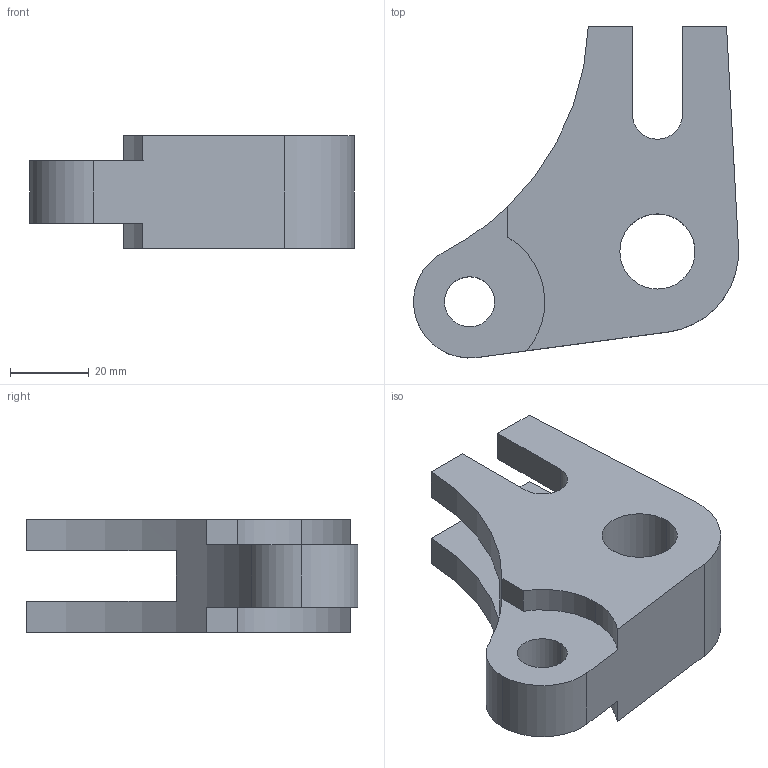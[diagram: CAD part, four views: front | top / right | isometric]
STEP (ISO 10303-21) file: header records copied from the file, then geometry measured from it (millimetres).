
FILE_DESCRIPTION (( 'STEP AP203' ), '1' );
FILE_NAME ('P3.STEP', '2007-01-11T20:14:30', ( 'Borhen LOUHICHI' ), ( '' ), 'SwSTEP 2.0', 'SolidWorks 2005204', '' );
FILE_SCHEMA (( 'CONFIG_CONTROL_DESIGN' ));
Length unit declared in the file: inch
Products named in the file (1): P3
Bounding box: 82.37 x 84.12 x 28.57 mm (x, y, z)
Volume: 82100.4 mm3; surface area: 19882.2 mm2
Topology: 1 solids, 1 shells, 32 faces, 90 edges, 60 vertices
Faces by surface type: plane 19, cylinder 13
Entity records: 1131 total; most frequent: DIRECTION 186, CARTESIAN_POINT 183, ORIENTED_EDGE 180, EDGE_CURVE 90, AXIS2_PLACEMENT_3D 63, VERTEX_POINT 60, VECTOR 60, LINE 60
